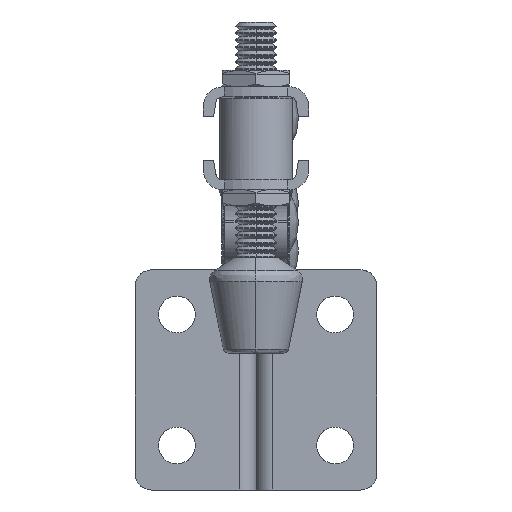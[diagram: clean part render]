
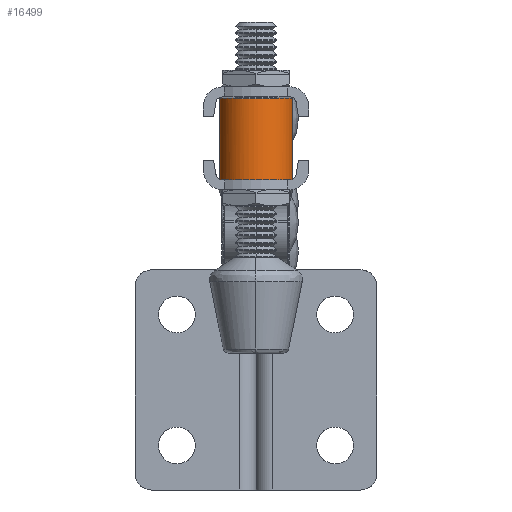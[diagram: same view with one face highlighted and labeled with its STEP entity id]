
A CAD part, front view. The second image highlights one B-rep face of the part: STEP entity #16499.
In plain terms, the highlighted face is a revolution surface.
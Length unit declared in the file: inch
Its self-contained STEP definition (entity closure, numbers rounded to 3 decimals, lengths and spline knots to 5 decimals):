
#6863=VERTEX_POINT('',#20622);
#7420=EDGE_CURVE('',#17755,#7596,#21210,.T.);
#7596=VERTEX_POINT('',#21393);
#7818=EDGE_CURVE('',#17653,#20305,#21632,.T.);
#8232=VERTEX_POINT('',#22068);
#8522=EDGE_CURVE('',#16869,#9739,#22377,.T.);
#9269=VERTEX_POINT('',#23174);
#9577=VERTEX_POINT('',#23503);
#9739=VERTEX_POINT('',#23669);
#10928=VERTEX_POINT('',#24926);
#10966=VERTEX_POINT('',#24966);
#11511=EDGE_CURVE('',#12414,#8232,#25541,.T.);
#12414=VERTEX_POINT('',#26499);
#12604=EDGE_CURVE('',#10966,#18711,#26698,.T.);
#13212=EDGE_CURVE('',#9739,#20096,#27353,.T.);
#13297=EDGE_CURVE('',#17153,#17755,#27444,.T.);
#14139=VERTEX_POINT('',#28346);
#14341=EDGE_CURVE('',#15200,#17653,#28563,.T.);
#14456=EDGE_CURVE('',#9269,#10966,#28679,.T.);
#14625=VERTEX_POINT('',#28856);
#14701=EDGE_CURVE('',#18709,#14625,#28936,.T.);
#15129=EDGE_CURVE('',#10928,#14139,#29381,.T.);
#15200=VERTEX_POINT('',#29460);
#15764=EDGE_CURVE('',#9577,#6863,#30058,.T.);
#16499=ADVANCED_FACE('',(#30828),#30829,.F.);
#16818=EDGE_CURVE('',#20305,#12414,#31170,.T.);
#16869=VERTEX_POINT('',#31225);
#17153=VERTEX_POINT('',#31520);
#17653=VERTEX_POINT('',#32046);
#17671=EDGE_CURVE('',#18709,#20096,#32064,.T.);
#17755=VERTEX_POINT('',#32154);
#18116=EDGE_CURVE('',#14625,#17153,#32532,.T.);
#18216=EDGE_CURVE('',#14139,#15200,#32639,.T.);
#18440=EDGE_CURVE('',#18711,#16869,#32882,.T.);
#18689=EDGE_CURVE('',#8232,#9269,#33138,.T.);
#18709=VERTEX_POINT('',#33159);
#18711=VERTEX_POINT('',#33161);
#19305=EDGE_CURVE('',#7596,#9577,#33785,.T.);
#19307=EDGE_CURVE('',#6863,#10928,#33787,.T.);
#20096=VERTEX_POINT('',#34618);
#20305=VERTEX_POINT('',#34835);
#20622=CARTESIAN_POINT('',(0.19487,-3.42418,2.331));
#21210=CIRCLE('',#37105,0.27559);
#21393=CARTESIAN_POINT('',(0.05377,-3.4996,2.33078));
#21632=CIRCLE('',#38604,0.27559);
#22068=CARTESIAN_POINT('',(0.05377,-3.50139,2.94101));
#22377=CIRCLE('',#40533,0.27559);
#23174=CARTESIAN_POINT('',(-0.05377,-3.50139,2.94101));
#23503=CARTESIAN_POINT('',(0.15311,-3.45845,2.3309));
#23669=CARTESIAN_POINT('',(-0.2703,-3.28486,2.94165));
#24926=CARTESIAN_POINT('',(0.27559,-3.22931,2.33157));
#24966=CARTESIAN_POINT('',(-0.10546,-3.48571,2.94106));
#25541=CIRCLE('',#50269,0.27559);
#26499=CARTESIAN_POINT('',(0.10546,-3.48571,2.94106));
#26698=CIRCLE('',#54090,0.27559);
#27353=CIRCLE('',#56046,0.27559);
#27444=CIRCLE('',#56353,0.27559);
#28346=CARTESIAN_POINT('',(0.27559,-3.2311,2.94181));
#28563=CIRCLE('',#60097,0.27559);
#28679=CIRCLE('',#60358,0.27559);
#28856=CARTESIAN_POINT('',(-0.19487,-3.42418,2.331));
#28936=CIRCLE('',#60844,0.27559);
#29381=LINE('',#61723,#61724);
#29460=CARTESIAN_POINT('',(0.2703,-3.28486,2.94165));
#30058=CIRCLE('',#64435,0.27559);
#30828=FACE_OUTER_BOUND('',#66287,.T.);
#30829=SURFACE_OF_REVOLUTION('',#66288,#66289);
#31170=CIRCLE('',#67029,0.27559);
#31225=CARTESIAN_POINT('',(-0.22915,-3.38421,2.94136));
#31520=CARTESIAN_POINT('',(-0.15311,-3.45845,2.3309));
#32046=CARTESIAN_POINT('',(0.22915,-3.38421,2.94136));
#32064=LINE('',#69824,#69825);
#32154=CARTESIAN_POINT('',(-0.05377,-3.4996,2.33078));
#32532=CIRCLE('',#70695,0.27559);
#32639=CIRCLE('',#71162,0.27559);
#32882=CIRCLE('',#72409,0.27559);
#33138=CIRCLE('',#73504,0.27559);
#33159=CARTESIAN_POINT('',(-0.27559,-3.22931,2.33157));
#33161=CARTESIAN_POINT('',(-0.15311,-3.46024,2.94113));
#33785=CIRCLE('',#74979,0.27559);
#33787=CIRCLE('',#74981,0.27559);
#34618=CARTESIAN_POINT('',(-0.27559,-3.2311,2.94181));
#34835=CARTESIAN_POINT('',(0.15311,-3.46024,2.94113));
#37105=AXIS2_PLACEMENT_3D('',#78503,#78504,#78505);
#38604=AXIS2_PLACEMENT_3D('',#78965,#78966,#78967);
#40533=AXIS2_PLACEMENT_3D('',#79747,#79748,#79749);
#50269=AXIS2_PLACEMENT_3D('',#83261,#83262,#83263);
#54090=AXIS2_PLACEMENT_3D('',#84548,#84549,#84550);
#56046=AXIS2_PLACEMENT_3D('',#85482,#85483,#85484);
#56353=AXIS2_PLACEMENT_3D('',#85612,#85613,#85614);
#60097=AXIS2_PLACEMENT_3D('',#86923,#86924,#86925);
#60358=AXIS2_PLACEMENT_3D('',#86996,#86997,#86998);
#60844=AXIS2_PLACEMENT_3D('',#87243,#87244,#87245);
#61723=CARTESIAN_POINT('',(0.27559,-3.22931,2.33157));
#61724=VECTOR('',#87680,0.61024);
#64435=AXIS2_PLACEMENT_3D('',#88453,#88454,#88455);
#66287=EDGE_LOOP('',(#89210,#89211,#89212,#89213,#89214,#89215,#89216,#89217,#89218,#89219,#89220,#89221,#89222,#89223,#89224,#89225,#89226,#89227,#89228,#89229));
#66288=B_SPLINE_CURVE_WITH_KNOTS('',1,(#89230,#89231),.UNSPECIFIED.,.F.,.F.,(2,2),(0.0,1.0),.UNSPECIFIED.);
#66289=AXIS1_PLACEMENT('',#89232,#89233);
#67029=AXIS2_PLACEMENT_3D('',#89575,#89576,#89577);
#69824=CARTESIAN_POINT('',(-0.27559,-3.22931,2.33157));
#69825=VECTOR('',#90363,0.61024);
#70695=AXIS2_PLACEMENT_3D('',#90812,#90813,#90814);
#71162=AXIS2_PLACEMENT_3D('',#90911,#90912,#90913);
#72409=AXIS2_PLACEMENT_3D('',#91256,#91257,#91258);
#73504=AXIS2_PLACEMENT_3D('',#91442,#91443,#91444);
#74979=AXIS2_PLACEMENT_3D('',#92099,#92100,#92101);
#74981=AXIS2_PLACEMENT_3D('',#92102,#92103,#92104);
#78503=CARTESIAN_POINT('',(0.,-3.22931,2.33157));
#78504=DIRECTION('',(0.,-0.003,1.));
#78505=DIRECTION('',(-1.0,0.,0.));
#78965=CARTESIAN_POINT('',(0.,-3.2311,2.94181));
#78966=DIRECTION('',(0.,0.003,-1.));
#78967=DIRECTION('',(1.0,0.,0.));
#79747=CARTESIAN_POINT('',(0.,-3.2311,2.94181));
#79748=DIRECTION('',(0.,0.003,-1.));
#79749=DIRECTION('',(1.0,0.,0.));
#83261=CARTESIAN_POINT('',(0.,-3.2311,2.94181));
#83262=DIRECTION('',(0.,0.003,-1.));
#83263=DIRECTION('',(1.0,0.,0.));
#84548=CARTESIAN_POINT('',(0.,-3.2311,2.94181));
#84549=DIRECTION('',(0.,0.003,-1.));
#84550=DIRECTION('',(1.0,0.,0.));
#85482=CARTESIAN_POINT('',(0.,-3.2311,2.94181));
#85483=DIRECTION('',(0.,0.003,-1.));
#85484=DIRECTION('',(1.0,0.,0.));
#85612=CARTESIAN_POINT('',(0.,-3.22931,2.33157));
#85613=DIRECTION('',(0.,-0.003,1.));
#85614=DIRECTION('',(-1.0,0.,0.));
#86923=CARTESIAN_POINT('',(0.,-3.2311,2.94181));
#86924=DIRECTION('',(0.,0.003,-1.));
#86925=DIRECTION('',(1.0,0.,0.));
#86996=CARTESIAN_POINT('',(0.,-3.2311,2.94181));
#86997=DIRECTION('',(0.,0.003,-1.));
#86998=DIRECTION('',(1.0,0.,0.));
#87243=CARTESIAN_POINT('',(0.,-3.22931,2.33157));
#87244=DIRECTION('',(0.,-0.003,1.));
#87245=DIRECTION('',(-1.0,0.,0.));
#87680=DIRECTION('',(0.0,-0.003,1.));
#88453=CARTESIAN_POINT('',(0.,-3.22931,2.33157));
#88454=DIRECTION('',(0.,-0.003,1.));
#88455=DIRECTION('',(-1.0,0.,0.));
#89210=ORIENTED_EDGE('',*,*,#18216,.T.);
#89211=ORIENTED_EDGE('',*,*,#14341,.T.);
#89212=ORIENTED_EDGE('',*,*,#7818,.T.);
#89213=ORIENTED_EDGE('',*,*,#16818,.T.);
#89214=ORIENTED_EDGE('',*,*,#11511,.T.);
#89215=ORIENTED_EDGE('',*,*,#18689,.T.);
#89216=ORIENTED_EDGE('',*,*,#14456,.T.);
#89217=ORIENTED_EDGE('',*,*,#12604,.T.);
#89218=ORIENTED_EDGE('',*,*,#18440,.T.);
#89219=ORIENTED_EDGE('',*,*,#8522,.T.);
#89220=ORIENTED_EDGE('',*,*,#13212,.T.);
#89221=ORIENTED_EDGE('',*,*,#17671,.F.);
#89222=ORIENTED_EDGE('',*,*,#14701,.T.);
#89223=ORIENTED_EDGE('',*,*,#18116,.T.);
#89224=ORIENTED_EDGE('',*,*,#13297,.T.);
#89225=ORIENTED_EDGE('',*,*,#7420,.T.);
#89226=ORIENTED_EDGE('',*,*,#19305,.T.);
#89227=ORIENTED_EDGE('',*,*,#15764,.T.);
#89228=ORIENTED_EDGE('',*,*,#19307,.T.);
#89229=ORIENTED_EDGE('',*,*,#15129,.T.);
#89230=CARTESIAN_POINT('',(-0.27559,-3.2311,2.94181));
#89231=CARTESIAN_POINT('',(-0.27559,-3.22931,2.33157));
#89232=CARTESIAN_POINT('',(0.0,-3.2311,2.94181));
#89233=DIRECTION('',(-0.0,-0.003,1.));
#89575=CARTESIAN_POINT('',(0.,-3.2311,2.94181));
#89576=DIRECTION('',(0.,0.003,-1.));
#89577=DIRECTION('',(1.0,0.,0.));
#90363=DIRECTION('',(0.0,-0.003,1.));
#90812=CARTESIAN_POINT('',(0.,-3.22931,2.33157));
#90813=DIRECTION('',(0.,-0.003,1.));
#90814=DIRECTION('',(-1.0,0.,0.));
#90911=CARTESIAN_POINT('',(0.,-3.2311,2.94181));
#90912=DIRECTION('',(0.,0.003,-1.));
#90913=DIRECTION('',(1.0,0.,0.));
#91256=CARTESIAN_POINT('',(0.,-3.2311,2.94181));
#91257=DIRECTION('',(0.,0.003,-1.));
#91258=DIRECTION('',(1.0,0.,0.));
#91442=CARTESIAN_POINT('',(0.,-3.2311,2.94181));
#91443=DIRECTION('',(0.,0.003,-1.));
#91444=DIRECTION('',(1.0,0.,0.));
#92099=CARTESIAN_POINT('',(0.,-3.22931,2.33157));
#92100=DIRECTION('',(0.,-0.003,1.));
#92101=DIRECTION('',(-1.0,0.,0.));
#92102=CARTESIAN_POINT('',(0.,-3.22931,2.33157));
#92103=DIRECTION('',(0.,-0.003,1.));
#92104=DIRECTION('',(-1.0,0.,0.));
